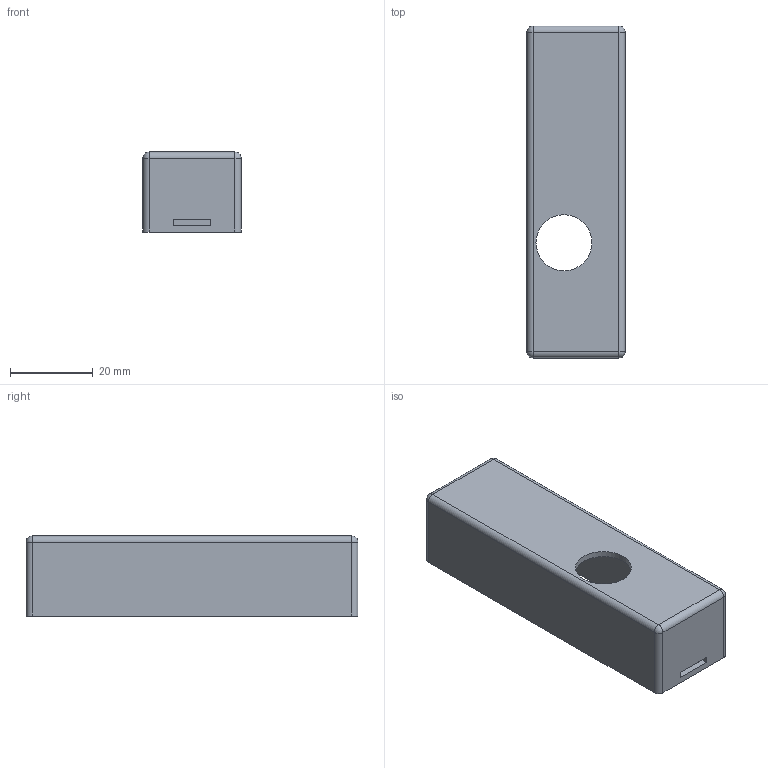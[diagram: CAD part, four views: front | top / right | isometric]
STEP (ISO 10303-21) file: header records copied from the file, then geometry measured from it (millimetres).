
FILE_DESCRIPTION(('FreeCAD Model'),'2;1');
FILE_NAME('Open CASCADE Shape Model','2024-09-26T22:12:31',(''),(''), 'Open CASCADE STEP processor 7.6','FreeCAD','Unknown');
FILE_SCHEMA(('AUTOMOTIVE_DESIGN { 1 0 10303 214 1 1 1 1 }'));
Length unit declared in the file: millimetre
Products named in the file (1): fond
Bounding box: 23.7 x 80 x 19.3 mm (x, y, z)
Volume: 10875.6 mm3; surface area: 10915.3 mm2
Topology: 1 solids, 1 shells, 63 faces, 165 edges, 104 vertices
Faces by surface type: plane 42, cylinder 17, sphere 4
Full cylindrical faces by diameter (mm): 4 x1, 13.5 x1
Entity records: 1943 total; most frequent: CARTESIAN_POINT 333, ORIENTED_EDGE 330, DIRECTION 327, EDGE_CURVE 165, LINE 131, VECTOR 131, VERTEX_POINT 104, AXIS2_PLACEMENT_3D 98
